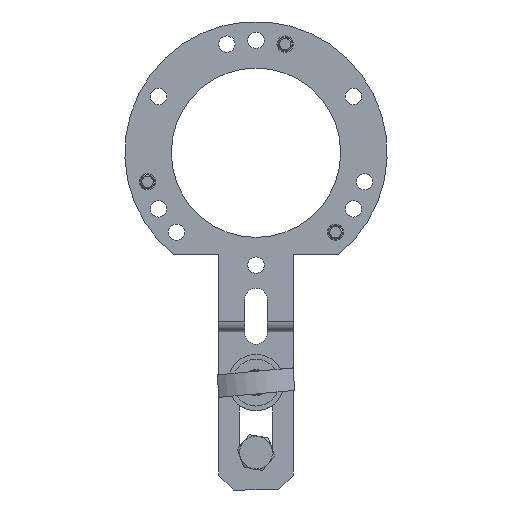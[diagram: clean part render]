
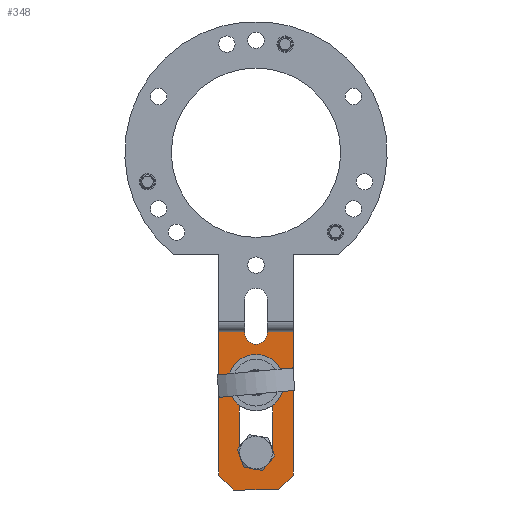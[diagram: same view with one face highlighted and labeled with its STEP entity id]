
A CAD part, front view. The second image highlights one B-rep face of the part: STEP entity #348.
In plain terms, the highlighted planar face has unit normal (0, -1, 0).
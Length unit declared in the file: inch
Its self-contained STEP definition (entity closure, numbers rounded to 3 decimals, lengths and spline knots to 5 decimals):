
#89 = CARTESIAN_POINT ( 'NONE',  ( -0.15, 0.565, -2.26507 ) ) ;
#142 = VERTEX_POINT ( 'NONE', #13913 ) ;
#348 = ADVANCED_FACE ( 'NONE', ( #5805, #15459 ), #2454, .F. ) ;
#397 = ORIENTED_EDGE ( 'NONE', *, *, #9214, .T. ) ;
#445 = EDGE_LOOP ( 'NONE', ( #13938, #15091, #856, #8839, #13645, #8735, #5148, #9767, #5673, #7266, #2786 ) ) ;
#688 = DIRECTION ( 'NONE',  ( 0., 1., 0. ) ) ;
#856 = ORIENTED_EDGE ( 'NONE', *, *, #13436, .T. ) ;
#863 = AXIS2_PLACEMENT_3D ( 'NONE', #5268, #14092, #6550 ) ;
#955 = ORIENTED_EDGE ( 'NONE', *, *, #5250, .T. ) ;
#1032 = ORIENTED_EDGE ( 'NONE', *, *, #6204, .T. ) ;
#1118 = LINE ( 'NONE', #7088, #10743 ) ;
#1165 = CARTESIAN_POINT ( 'NONE',  ( 0.15254, 0.565, -4.95254 ) ) ;
#1199 = DIRECTION ( 'NONE',  ( 0., 1., 0. ) ) ;
#1295 = CIRCLE ( 'NONE', #10132, 0.225 ) ;
#1463 = LINE ( 'NONE', #12803, #7350 ) ;
#1470 = DIRECTION ( 'NONE',  ( 0., 1., 0. ) ) ;
#1791 = CARTESIAN_POINT ( 'NONE',  ( -0.5, 0.565, -2.26507 ) ) ;
#1860 = CARTESIAN_POINT ( 'NONE',  ( 2.84, 0.565, -2.26507 ) ) ;
#2041 = VERTEX_POINT ( 'NONE', #12662 ) ;
#2294 = VERTEX_POINT ( 'NONE', #5857 ) ;
#2391 = EDGE_CURVE ( 'NONE', #3342, #10911, #9435, .T. ) ;
#2396 = CARTESIAN_POINT ( 'NONE',  ( 0., 0.565, -2.555 ) ) ;
#2454 = PLANE ( 'NONE',  #4616 ) ;
#2472 = AXIS2_PLACEMENT_3D ( 'NONE', #14313, #6773, #15565 ) ;
#2561 = EDGE_CURVE ( 'NONE', #10959, #13804, #7851, .T. ) ;
#2569 = CARTESIAN_POINT ( 'NONE',  ( 0.15, 0.565, -2.26507 ) ) ;
#2771 = VECTOR ( 'NONE', #14956, 39.37008 ) ;
#2786 = ORIENTED_EDGE ( 'NONE', *, *, #2561, .T. ) ;
#2955 = EDGE_CURVE ( 'NONE', #3069, #13308, #3165, .T. ) ;
#2998 = CIRCLE ( 'NONE', #7735, 0.15 ) ;
#3054 = EDGE_CURVE ( 'NONE', #2041, #3069, #9017, .T. ) ;
#3069 = VERTEX_POINT ( 'NONE', #5706 ) ;
#3165 = CIRCLE ( 'NONE', #2472, 0.225 ) ;
#3342 = VERTEX_POINT ( 'NONE', #13853 ) ;
#3360 = EDGE_CURVE ( 'NONE', #10959, #6954, #11391, .T. ) ;
#3500 = CARTESIAN_POINT ( 'NONE',  ( -0.15, 0.565, -2.26507 ) ) ;
#3527 = VERTEX_POINT ( 'NONE', #6691 ) ;
#3798 = DIRECTION ( 'NONE',  ( -0.707, 0., -0.707 ) ) ;
#3933 = ORIENTED_EDGE ( 'NONE', *, *, #3054, .T. ) ;
#4256 = ORIENTED_EDGE ( 'NONE', *, *, #2955, .T. ) ;
#4616 = AXIS2_PLACEMENT_3D ( 'NONE', #1860, #1199, #16234 ) ;
#4939 = CARTESIAN_POINT ( 'NONE',  ( -0.225, 0.565, -2.26507 ) ) ;
#5022 = CARTESIAN_POINT ( 'NONE',  ( -0.225, 0.565, -4. ) ) ;
#5078 = VERTEX_POINT ( 'NONE', #2396 ) ;
#5096 = DIRECTION ( 'NONE',  ( 0., 0., 1. ) ) ;
#5148 = ORIENTED_EDGE ( 'NONE', *, *, #6190, .T. ) ;
#5202 = VERTEX_POINT ( 'NONE', #6431 ) ;
#5250 = EDGE_CURVE ( 'NONE', #5202, #142, #16070, .T. ) ;
#5268 = CARTESIAN_POINT ( 'NONE',  ( 0., 0.565, -3. ) ) ;
#5280 = VECTOR ( 'NONE', #9445, 39.37008 ) ;
#5633 = EDGE_CURVE ( 'NONE', #3527, #7100, #5811, .T. ) ;
#5673 = ORIENTED_EDGE ( 'NONE', *, *, #8934, .F. ) ;
#5706 = CARTESIAN_POINT ( 'NONE',  ( 0.225, 0.565, -4. ) ) ;
#5711 = CARTESIAN_POINT ( 'NONE',  ( 0.5, 0.565, -4.3 ) ) ;
#5805 = FACE_BOUND ( 'NONE', #7892, .T. ) ;
#5811 = LINE ( 'NONE', #2569, #12533 ) ;
#5857 = CARTESIAN_POINT ( 'NONE',  ( -0.15, 0.565, -2.405 ) ) ;
#6190 = EDGE_CURVE ( 'NONE', #10411, #3342, #15450, .T. ) ;
#6204 = EDGE_CURVE ( 'NONE', #13308, #5202, #8744, .T. ) ;
#6283 = EDGE_CURVE ( 'NONE', #2294, #12212, #14678, .T. ) ;
#6296 = LINE ( 'NONE', #10138, #12237 ) ;
#6431 = CARTESIAN_POINT ( 'NONE',  ( -0.225, 0.565, -3. ) ) ;
#6517 = CARTESIAN_POINT ( 'NONE',  ( 0., 0.565, -2.405 ) ) ;
#6550 = DIRECTION ( 'NONE',  ( 0., 0., 1. ) ) ;
#6571 = DIRECTION ( 'NONE',  ( 0., 0., 1. ) ) ;
#6691 = CARTESIAN_POINT ( 'NONE',  ( 0.15, 0.565, -2.26507 ) ) ;
#6773 = DIRECTION ( 'NONE',  ( 0., 1., 0. ) ) ;
#6954 = VERTEX_POINT ( 'NONE', #8844 ) ;
#7088 = CARTESIAN_POINT ( 'NONE',  ( 2.84, 0.565, -4.5 ) ) ;
#7100 = VERTEX_POINT ( 'NONE', #10405 ) ;
#7235 = EDGE_CURVE ( 'NONE', #5078, #2294, #15275, .T. ) ;
#7266 = ORIENTED_EDGE ( 'NONE', *, *, #3360, .F. ) ;
#7350 = VECTOR ( 'NONE', #14057, 39.37008 ) ;
#7735 = AXIS2_PLACEMENT_3D ( 'NONE', #6517, #15326, #7769 ) ;
#7769 = DIRECTION ( 'NONE',  ( 0., 0., 1. ) ) ;
#7851 = LINE ( 'NONE', #14119, #10840 ) ;
#7892 = EDGE_LOOP ( 'NONE', ( #3933, #4256, #1032, #955, #397 ) ) ;
#8181 = CARTESIAN_POINT ( 'NONE',  ( 0., 0.565, -2.405 ) ) ;
#8735 = ORIENTED_EDGE ( 'NONE', *, *, #11834, .T. ) ;
#8742 = DIRECTION ( 'NONE',  ( 0., 0., 1. ) ) ;
#8744 = LINE ( 'NONE', #4939, #15054 ) ;
#8839 = ORIENTED_EDGE ( 'NONE', *, *, #7235, .T. ) ;
#8844 = CARTESIAN_POINT ( 'NONE',  ( 0.3, 0.565, -4.5 ) ) ;
#8934 = EDGE_CURVE ( 'NONE', #6954, #10911, #1118, .T. ) ;
#8967 = CARTESIAN_POINT ( 'NONE',  ( 0., 0.565, -3. ) ) ;
#9017 = LINE ( 'NONE', #15617, #5280 ) ;
#9214 = EDGE_CURVE ( 'NONE', #142, #2041, #1295, .T. ) ;
#9435 = LINE ( 'NONE', #1165, #2771 ) ;
#9445 = DIRECTION ( 'NONE',  ( 0., 0., -1. ) ) ;
#9448 = DIRECTION ( 'NONE',  ( 0., 0., 1. ) ) ;
#9767 = ORIENTED_EDGE ( 'NONE', *, *, #2391, .T. ) ;
#10105 = CARTESIAN_POINT ( 'NONE',  ( 2.68746, 0.565, -2.11254 ) ) ;
#10132 = AXIS2_PLACEMENT_3D ( 'NONE', #8967, #1470, #10251 ) ;
#10138 = CARTESIAN_POINT ( 'NONE',  ( 2.84, 0.565, -2.26507 ) ) ;
#10251 = DIRECTION ( 'NONE',  ( 0., 0., 1. ) ) ;
#10405 = CARTESIAN_POINT ( 'NONE',  ( 0.15, 0.565, -2.405 ) ) ;
#10411 = VERTEX_POINT ( 'NONE', #1791 ) ;
#10743 = VECTOR ( 'NONE', #10886, 39.37008 ) ;
#10840 = VECTOR ( 'NONE', #6571, 39.37008 ) ;
#10886 = DIRECTION ( 'NONE',  ( -1., 0., 0. ) ) ;
#10911 = VERTEX_POINT ( 'NONE', #15407 ) ;
#10935 = VECTOR ( 'NONE', #5096, 39.37008 ) ;
#10959 = VERTEX_POINT ( 'NONE', #5711 ) ;
#11253 = DIRECTION ( 'NONE',  ( 0., 0., -1. ) ) ;
#11391 = LINE ( 'NONE', #10105, #14753 ) ;
#11401 = DIRECTION ( 'NONE',  ( -1., 0., 0. ) ) ;
#11834 = EDGE_CURVE ( 'NONE', #12212, #10411, #1463, .T. ) ;
#12122 = VECTOR ( 'NONE', #13767, 39.37008 ) ;
#12151 = AXIS2_PLACEMENT_3D ( 'NONE', #8181, #688, #9448 ) ;
#12212 = VERTEX_POINT ( 'NONE', #3500 ) ;
#12237 = VECTOR ( 'NONE', #11401, 39.37008 ) ;
#12516 = CARTESIAN_POINT ( 'NONE',  ( -0.5, 0.565, -2.26507 ) ) ;
#12533 = VECTOR ( 'NONE', #11253, 39.37008 ) ;
#12662 = CARTESIAN_POINT ( 'NONE',  ( 0.225, 0.565, -3. ) ) ;
#12803 = CARTESIAN_POINT ( 'NONE',  ( 2.84, 0.565, -2.26507 ) ) ;
#13308 = VERTEX_POINT ( 'NONE', #5022 ) ;
#13436 = EDGE_CURVE ( 'NONE', #7100, #5078, #2998, .T. ) ;
#13645 = ORIENTED_EDGE ( 'NONE', *, *, #6283, .T. ) ;
#13767 = DIRECTION ( 'NONE',  ( 0., 0., -1. ) ) ;
#13804 = VERTEX_POINT ( 'NONE', #16091 ) ;
#13853 = CARTESIAN_POINT ( 'NONE',  ( -0.5, 0.565, -4.3 ) ) ;
#13913 = CARTESIAN_POINT ( 'NONE',  ( 0., 0.565, -2.775 ) ) ;
#13938 = ORIENTED_EDGE ( 'NONE', *, *, #13948, .T. ) ;
#13948 = EDGE_CURVE ( 'NONE', #13804, #3527, #6296, .T. ) ;
#14057 = DIRECTION ( 'NONE',  ( -1., 0., 0. ) ) ;
#14092 = DIRECTION ( 'NONE',  ( 0., 1., 0. ) ) ;
#14119 = CARTESIAN_POINT ( 'NONE',  ( 0.5, 0.565, -2.26507 ) ) ;
#14313 = CARTESIAN_POINT ( 'NONE',  ( 0., 0.565, -4. ) ) ;
#14678 = LINE ( 'NONE', #89, #10935 ) ;
#14753 = VECTOR ( 'NONE', #3798, 39.37008 ) ;
#14956 = DIRECTION ( 'NONE',  ( 0.707, 0., -0.707 ) ) ;
#15054 = VECTOR ( 'NONE', #8742, 39.37008 ) ;
#15091 = ORIENTED_EDGE ( 'NONE', *, *, #5633, .T. ) ;
#15275 = CIRCLE ( 'NONE', #12151, 0.15 ) ;
#15326 = DIRECTION ( 'NONE',  ( 0., 1., 0. ) ) ;
#15407 = CARTESIAN_POINT ( 'NONE',  ( -0.3, 0.565, -4.5 ) ) ;
#15450 = LINE ( 'NONE', #12516, #12122 ) ;
#15459 = FACE_OUTER_BOUND ( 'NONE', #445, .T. ) ;
#15565 = DIRECTION ( 'NONE',  ( 0., 0., 1. ) ) ;
#15617 = CARTESIAN_POINT ( 'NONE',  ( 0.225, 0.565, -2.26507 ) ) ;
#16070 = CIRCLE ( 'NONE', #863, 0.225 ) ;
#16091 = CARTESIAN_POINT ( 'NONE',  ( 0.5, 0.565, -2.26507 ) ) ;
#16234 = DIRECTION ( 'NONE',  ( 0., 0., 1. ) ) ;
